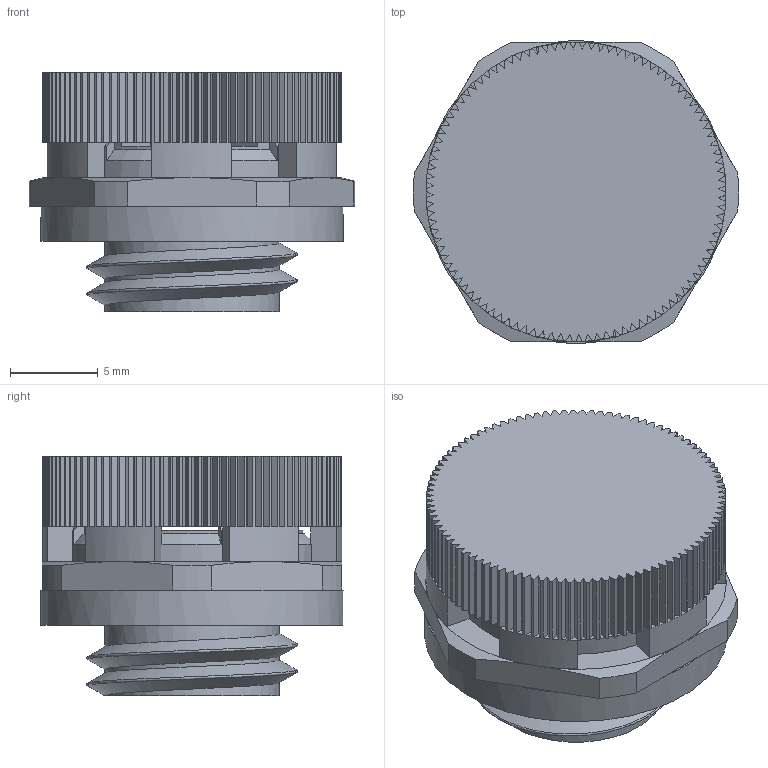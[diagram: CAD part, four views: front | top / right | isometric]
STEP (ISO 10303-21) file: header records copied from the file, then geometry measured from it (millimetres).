
FILE_DESCRIPTION((''),'2;1');
FILE_NAME('bvp 11.stp','2012-10-18T13:01:02',('oktay'),(''),'Autodesk Inventor 2013','Autodesk Inventor 2013','');
FILE_SCHEMA(('AUTOMOTIVE_DESIGN { 1 0 10303 214 1 1 1 1 }'));
Length unit declared in the file: millimetre
Products named in the file (1): Assembly5_Shrinkwrap_1
Bounding box: 18.49 x 17.19 x 13.6 mm (x, y, z)
Volume: 1828.6 mm3; surface area: 2419 mm2
Topology: 2 solids, 2 shells, 425 faces, 1259 edges, 826 vertices
Faces by surface type: plane 325, cylinder 76, cone 16, torus 5, bspline 3
Full cylindrical faces by diameter (mm): 8.2 x1, 9.313 x1, 9.913 x1, 10.475 x1, 11.075 x1, 12.6 x1, 12.8 x1, 14 x1, 17.2 x1
Entity records: 15043 total; most frequent: CARTESIAN_POINT 3141, ORIENTED_EDGE 2478, DIRECTION 2378, EDGE_CURVE 1239, VECTOR 888, LINE 888, VERTEX_POINT 821, AXIS2_PLACEMENT_3D 745
